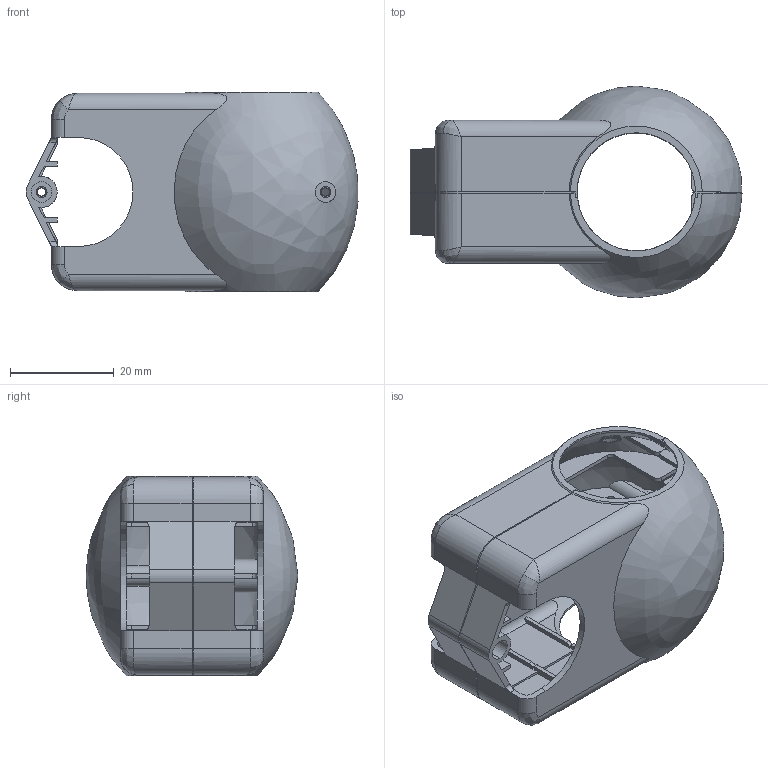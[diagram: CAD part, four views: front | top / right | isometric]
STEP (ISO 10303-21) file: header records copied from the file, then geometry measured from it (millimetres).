
FILE_DESCRIPTION((''),'2;1');
FILE_NAME('LL4_ASM','2018-04-17T',('yepeng'),(''),'CREO PARAMETRIC BY PTC INC, 2016260','CREO PARAMETRIC BY PTC INC, 2016260','');
FILE_SCHEMA(('CONFIG_CONTROL_DESIGN'));
Length unit declared in the file: millimetre
Products named in the file (4): H5-05-05-01; H5-05-05-02; H5-05-03_ASM; LL4_ASM
Assembly tree (3 placements, depth 3):
  LL4_ASM
    H5-05-03_ASM
      H5-05-05-01
      H5-05-05-02
Bounding box: 63.96 x 40.8 x 38.5 mm (x, y, z)
Volume: 9897.7 mm3; surface area: 17611.4 mm2
Topology: 2 solids, 2 shells, 411 faces, 1175 edges, 764 vertices
Faces by surface type: plane 202, cylinder 118, bspline 59, torus 20, sphere 8, cone 4
Entity records: 16820 total; most frequent: CARTESIAN_POINT 6284, ORIENTED_EDGE 2334, DIRECTION 2067, EDGE_CURVE 1167, VERTEX_POINT 764, AXIS2_PLACEMENT_3D 737, VECTOR 593, LINE 593
